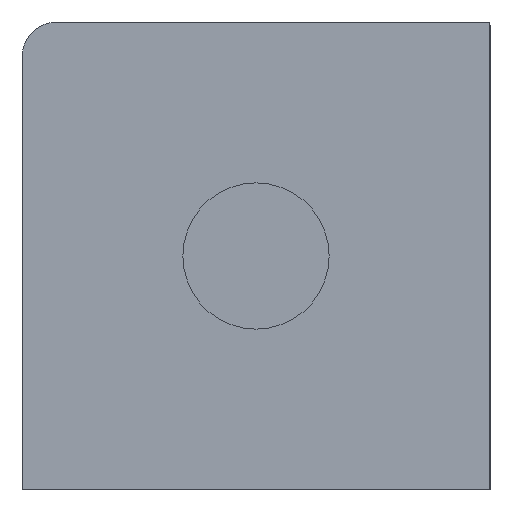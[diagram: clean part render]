
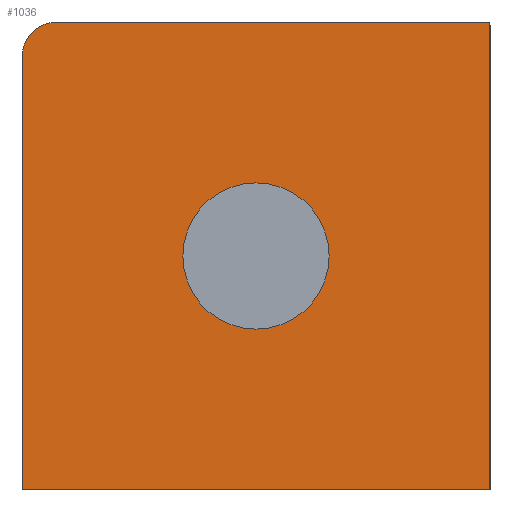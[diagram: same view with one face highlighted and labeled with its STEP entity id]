
A CAD part, left-side view. The second image highlights one B-rep face of the part: STEP entity #1036.
In plain terms, the highlighted planar face has unit normal (-1, 0, 0).
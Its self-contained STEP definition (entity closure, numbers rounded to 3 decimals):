
#1036=ADVANCED_FACE('',(#1087,#1088),#1089,.T.);
#1087=FACE_BOUND('',#1175,.T.);
#1088=FACE_OUTER_BOUND('',#1176,.T.);
#1089=PLANE('',#1177);
#1175=EDGE_LOOP('',(#1305));
#1176=EDGE_LOOP('',(#1306,#1307,#1308,#1309,#1310));
#1177=AXIS2_PLACEMENT_3D('',#1311,#1312,#1313);
#1305=ORIENTED_EDGE('',*,*,#1469,.T.);
#1306=ORIENTED_EDGE('',*,*,#1443,.T.);
#1307=ORIENTED_EDGE('',*,*,#1470,.T.);
#1308=ORIENTED_EDGE('',*,*,#1468,.F.);
#1309=ORIENTED_EDGE('',*,*,#1460,.T.);
#1310=ORIENTED_EDGE('',*,*,#1471,.T.);
#1311=CARTESIAN_POINT('',(-20.0,0.0,-20.0));
#1312=DIRECTION('',(-1.0,0.0,0.0));
#1313=DIRECTION('',(0.0,0.0,1.0));
#1443=EDGE_CURVE('',#1500,#1504,#1506,.T.);
#1460=EDGE_CURVE('',#1528,#1534,#1536,.T.);
#1468=EDGE_CURVE('',#1528,#1546,#1550,.T.);
#1469=EDGE_CURVE('',#1551,#1551,#1552,.T.);
#1470=EDGE_CURVE('',#1504,#1546,#1553,.T.);
#1471=EDGE_CURVE('',#1534,#1500,#1554,.T.);
#1500=VERTEX_POINT('',#1594);
#1504=VERTEX_POINT('',#1600);
#1506=LINE('',#1603,#1604);
#1528=VERTEX_POINT('',#1626);
#1534=VERTEX_POINT('',#1634);
#1536=LINE('',#1637,#1638);
#1546=VERTEX_POINT('',#1651);
#1550=LINE('',#1657,#1658);
#1551=VERTEX_POINT('',#1659);
#1552=CIRCLE('',#1660,6.25);
#1553=CIRCLE('',#1661,3.0);
#1554=LINE('',#1662,#1663);
#1594=CARTESIAN_POINT('',(-20.0,-20.0,20.0));
#1600=CARTESIAN_POINT('',(-20.0,17.0,20.0));
#1603=CARTESIAN_POINT('',(-20.0,0.0,20.0));
#1604=VECTOR('',#1711,1.0);
#1626=CARTESIAN_POINT('',(-20.0,20.0,-20.0));
#1634=CARTESIAN_POINT('',(-20.0,-20.0,-20.0));
#1637=CARTESIAN_POINT('',(-20.0,0.0,-20.0));
#1638=VECTOR('',#1754,1.0);
#1651=CARTESIAN_POINT('',(-20.0,20.0,17.0));
#1657=CARTESIAN_POINT('',(-20.0,20.0,-20.0));
#1658=VECTOR('',#1766,1.0);
#1659=CARTESIAN_POINT('',(-20.0,0.0,-6.25));
#1660=AXIS2_PLACEMENT_3D('',#1767,#1768,#1769);
#1661=AXIS2_PLACEMENT_3D('',#1770,#1771,#1772);
#1662=CARTESIAN_POINT('',(-20.0,-20.0,-20.0));
#1663=VECTOR('',#1773,1.0);
#1711=DIRECTION('',(0.0,1.0,0.0));
#1754=DIRECTION('',(0.0,-1.0,0.0));
#1766=DIRECTION('',(0.0,0.0,1.0));
#1767=CARTESIAN_POINT('',(-20.0,0.0,0.));
#1768=DIRECTION('',(1.0,0.0,0.));
#1769=DIRECTION('',(0.,0.0,-1.0));
#1770=CARTESIAN_POINT('',(-20.0,17.0,17.0));
#1771=DIRECTION('',(-1.0,0.0,0.0));
#1772=DIRECTION('',(0.0,0.0,1.0));
#1773=DIRECTION('',(0.0,0.0,1.0));
